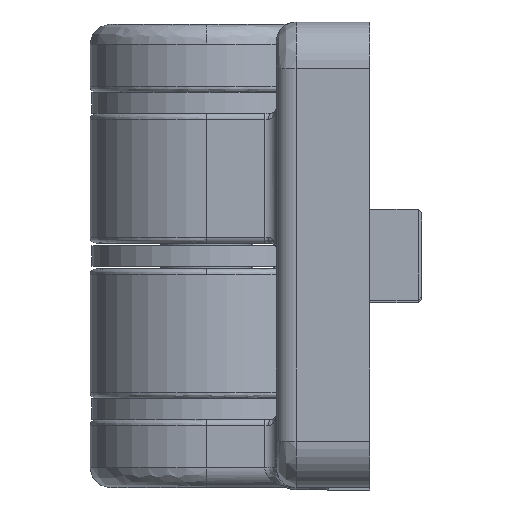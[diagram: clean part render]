
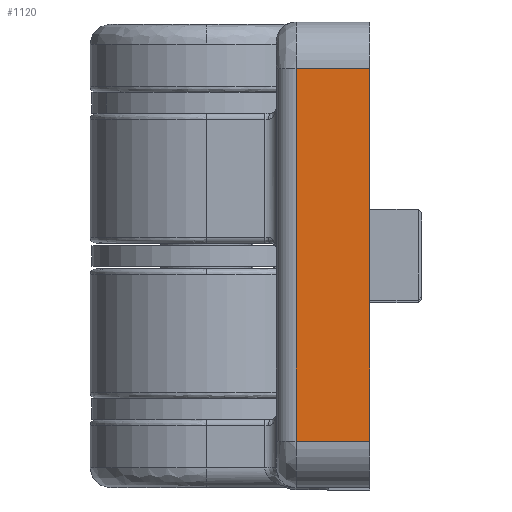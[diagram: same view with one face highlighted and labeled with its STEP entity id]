
A CAD part, left-side view. The second image highlights one B-rep face of the part: STEP entity #1120.
In plain terms, the highlighted planar face has unit normal (-1, 0, 0).
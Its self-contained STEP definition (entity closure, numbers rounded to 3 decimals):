
#17 = VERTEX_POINT ( 'NONE', #4983 ) ;
#269 = LINE ( 'NONE', #3623, #341 ) ;
#341 = VECTOR ( 'NONE', #3686, 1000. ) ;
#783 = CARTESIAN_POINT ( 'NONE',  ( -40., -14., -36. ) ) ;
#1120 = ADVANCED_FACE ( 'NONE', ( #2379 ), #3243, .T. ) ;
#1143 = DIRECTION ( 'NONE',  ( 0., 0., 1. ) ) ;
#1201 = VECTOR ( 'NONE', #1867, 1000. ) ;
#1262 = DIRECTION ( 'NONE',  ( 0., -1., 0. ) ) ;
#1278 = EDGE_LOOP ( 'NONE', ( #3038, #5291, #3054, #3585 ) ) ;
#1527 = CARTESIAN_POINT ( 'NONE',  ( -40., -6., -40. ) ) ;
#1610 = LINE ( 'NONE', #1975, #3638 ) ;
#1867 = DIRECTION ( 'NONE',  ( 0., 0., -1. ) ) ;
#1975 = CARTESIAN_POINT ( 'NONE',  ( -40., -7.69, -40. ) ) ;
#2379 = FACE_OUTER_BOUND ( 'NONE', #1278, .T. ) ;
#2402 = VERTEX_POINT ( 'NONE', #5079 ) ;
#2603 = LINE ( 'NONE', #2997, #4812 ) ;
#2843 = VERTEX_POINT ( 'NONE', #783 ) ;
#2854 = CARTESIAN_POINT ( 'NONE',  ( -40., -7.69, -4. ) ) ;
#2934 = EDGE_CURVE ( 'NONE', #3894, #2402, #2603, .T. ) ;
#2997 = CARTESIAN_POINT ( 'NONE',  ( -40., 0., -4. ) ) ;
#3038 = ORIENTED_EDGE ( 'NONE', *, *, #4185, .F. ) ;
#3054 = ORIENTED_EDGE ( 'NONE', *, *, #2934, .F. ) ;
#3179 = CARTESIAN_POINT ( 'NONE',  ( -40., -14., -40. ) ) ;
#3243 = PLANE ( 'NONE',  #4241 ) ;
#3585 = ORIENTED_EDGE ( 'NONE', *, *, #4790, .T. ) ;
#3623 = CARTESIAN_POINT ( 'NONE',  ( -40., -6., -36. ) ) ;
#3632 = DIRECTION ( 'NONE',  ( 0., 0., -1. ) ) ;
#3638 = VECTOR ( 'NONE', #3632, 1000. ) ;
#3686 = DIRECTION ( 'NONE',  ( 0., 1., 0. ) ) ;
#3894 = VERTEX_POINT ( 'NONE', #2854 ) ;
#4185 = EDGE_CURVE ( 'NONE', #2843, #17, #269, .T. ) ;
#4241 = AXIS2_PLACEMENT_3D ( 'NONE', #1527, #4618, #1143 ) ;
#4618 = DIRECTION ( 'NONE',  ( -1., 0., 0. ) ) ;
#4790 = EDGE_CURVE ( 'NONE', #3894, #17, #1610, .T. ) ;
#4812 = VECTOR ( 'NONE', #1262, 1000. ) ;
#4983 = CARTESIAN_POINT ( 'NONE',  ( -40., -7.69, -36. ) ) ;
#5045 = LINE ( 'NONE', #3179, #1201 ) ;
#5079 = CARTESIAN_POINT ( 'NONE',  ( -40., -14., -4. ) ) ;
#5291 = ORIENTED_EDGE ( 'NONE', *, *, #5649, .F. ) ;
#5649 = EDGE_CURVE ( 'NONE', #2402, #2843, #5045, .T. ) ;
